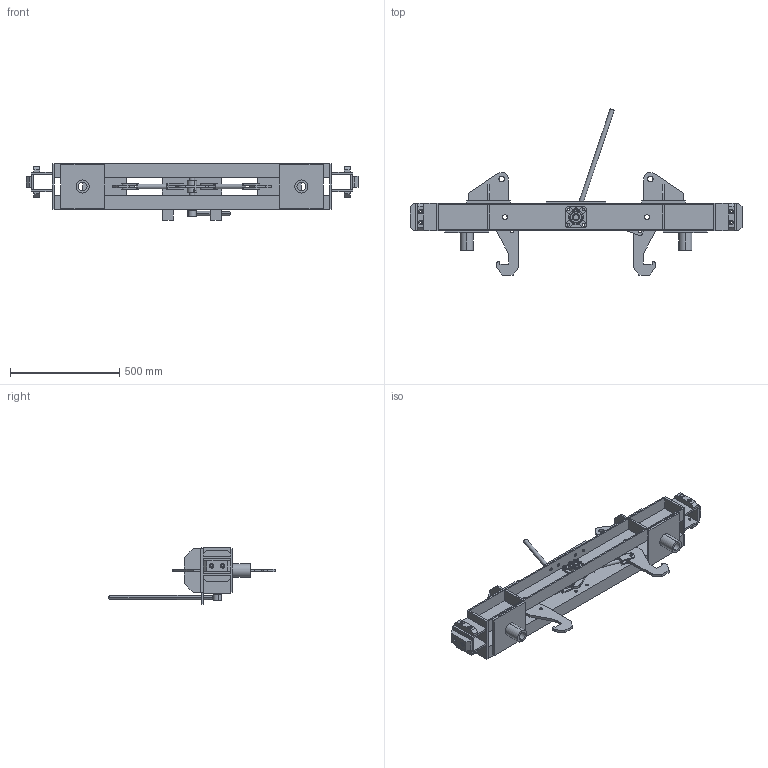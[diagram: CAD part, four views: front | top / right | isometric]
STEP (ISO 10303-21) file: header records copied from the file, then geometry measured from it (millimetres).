
FILE_DESCRIPTION (( 'STEP AP203' ), '1' );
FILE_NAME ('STOP LOG HANGER.STEP', '2021-04-01T02:34:49', ( '' ), ( '' ), 'SwSTEP 2.0', 'SolidWorks 2016', '' );
FILE_SCHEMA (( 'CONFIG_CONTROL_DESIGN' ));
Length unit declared in the file: millimetre
Products named in the file (7): UCF205; STOP LOG HANGER; USIMA HOOK-04; USIMA HOOK-03; USIMA HOOK-02; USIMA HOOK-01; USIMA STOP LOG HANGER
Assembly tree (8 placements, depth 2):
  STOP LOG HANGER
    USIMA STOP LOG HANGER
    USIMA HOOK-01  x2
    UCF205  x2
    USIMA HOOK-02
    USIMA HOOK-03
    USIMA HOOK-04
Bounding box: 1518 x 760.12 x 260 mm (x, y, z)
Volume: 9971702.5 mm3; surface area: 2733918.6 mm2
Topology: 60 solids, 60 shells, 868 faces, 2124 edges, 1386 vertices
Faces by surface type: plane 464, cylinder 312, cone 72, bspline 20
Entity records: 22405 total; most frequent: CARTESIAN_POINT 4777, DIRECTION 3548, ORIENTED_EDGE 3342, EDGE_CURVE 1671, AXIS2_PLACEMENT_3D 1260, VERTEX_POINT 1099, VECTOR 1028, LINE 1028
